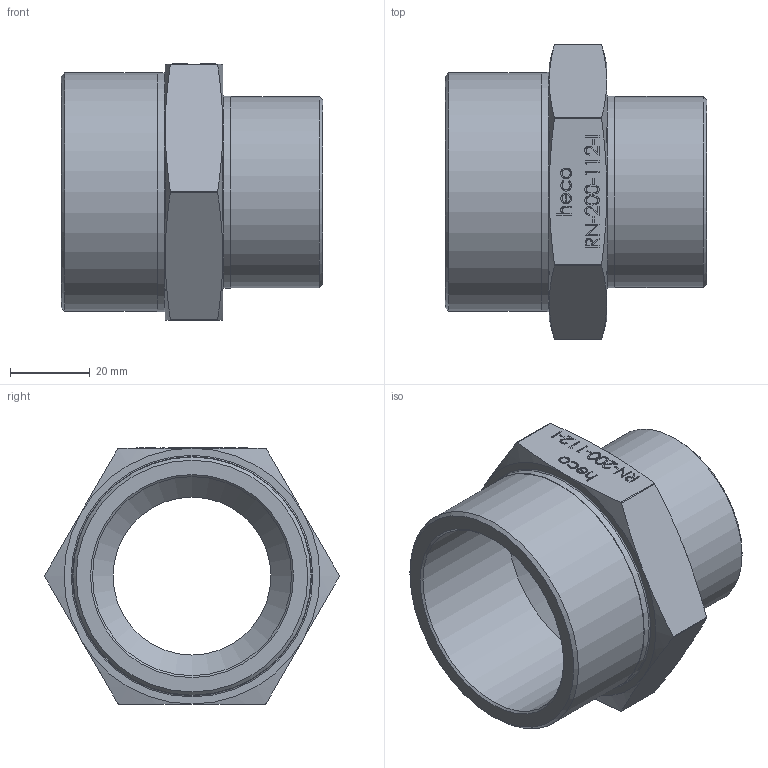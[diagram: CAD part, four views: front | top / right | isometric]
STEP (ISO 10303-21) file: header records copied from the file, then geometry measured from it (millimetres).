
FILE_DESCRIPTION (( 'STEP AP214' ), '1' );
FILE_NAME ('heco_RN-200-112-I.STEP', '2016-07-04T15:42:12', ( '' ), ( '' ), 'SwSTEP 2.0', 'SolidWorks 2011', '' );
FILE_SCHEMA (( 'AUTOMOTIVE_DESIGN' ));
Length unit declared in the file: millimetre
Products named in the file (1): heco_RN-200-112-I
Bounding box: 65.4 x 73.81 x 64.05 mm (x, y, z)
Volume: 64126.8 mm3; surface area: 24768.8 mm2
Topology: 1 solids, 1 shells, 208 faces, 525 edges, 344 vertices
Faces by surface type: plane 107, bspline 70, cone 17, cylinder 12, torus 2
Full cylindrical faces by diameter (mm): 39.5 x1, 47.803 x1, 48.003 x1, 49.8 x1, 59.614 x1, 59.814 x1
Entity records: 12017 total; most frequent: CARTESIAN_POINT 5823, ORIENTED_EDGE 1020, DIRECTION 642, EDGE_CURVE 510, VERTEX_POINT 342, LINE 304, VECTOR 304, EDGE_LOOP 248
